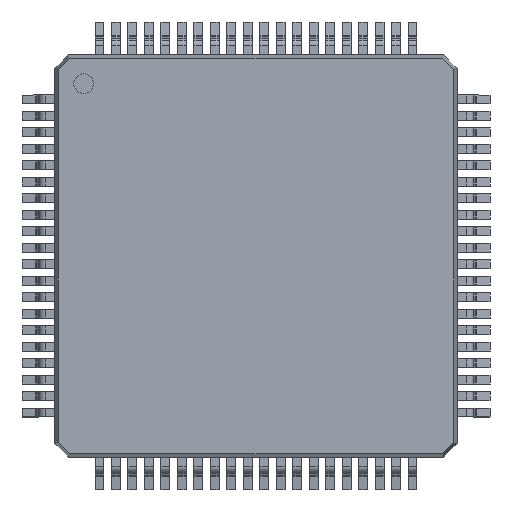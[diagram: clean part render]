
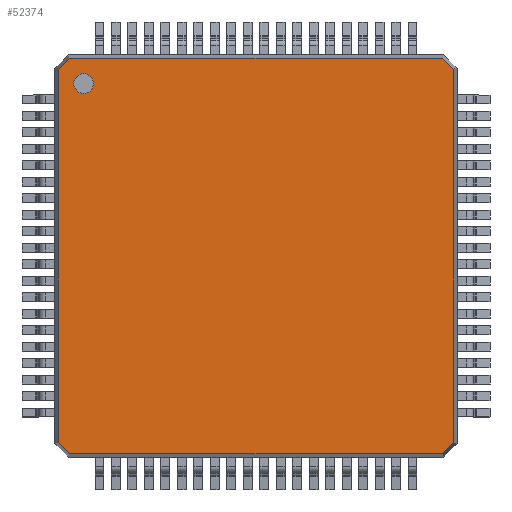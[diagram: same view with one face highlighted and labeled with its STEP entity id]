
A CAD part, top view. The second image highlights one B-rep face of the part: STEP entity #52374.
In plain terms, the highlighted planar face has unit normal (0, 0, 1).
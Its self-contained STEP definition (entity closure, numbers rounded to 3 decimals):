
#51841=CARTESIAN_POINT('',(-4.929,5.229,1.2));
#51842=VERTEX_POINT('',#51841);
#51858=CARTESIAN_POINT('',(-5.529,5.229,1.2));
#51859=VERTEX_POINT('',#51858);
#51866=CARTESIAN_POINT('',(-5.229,5.229,1.2));
#51867=DIRECTION('',(0.0,0.0,-1.0));
#51868=DIRECTION('',(1.0,0.0,0.0));
#51869=AXIS2_PLACEMENT_3D('',#51866,#51867,#51868);
#51870=CIRCLE('',#51869,0.3);
#51871=EDGE_CURVE('',#51842,#51859,#51870,.T.);
#51882=CARTESIAN_POINT('',(-5.229,5.229,1.2));
#51883=DIRECTION('',(0.0,0.0,-1.0));
#51884=DIRECTION('',(1.0,0.0,0.0));
#51885=AXIS2_PLACEMENT_3D('',#51882,#51883,#51884);
#51886=CIRCLE('',#51885,0.3);
#51887=EDGE_CURVE('',#51859,#51842,#51886,.T.);
#52282=CARTESIAN_POINT('',(-6.,-5.659,1.2));
#52283=VERTEX_POINT('',#52282);
#52291=CARTESIAN_POINT('',(-5.659,-6.,1.2));
#52292=VERTEX_POINT('',#52291);
#52299=CARTESIAN_POINT('',(-5.659,-6.,1.2));
#52300=DIRECTION('',(-0.707,0.707,0.0));
#52301=VECTOR('',#52300,0.483);
#52302=LINE('',#52299,#52301);
#52303=EDGE_CURVE('',#52292,#52283,#52302,.T.);
#52308=CARTESIAN_POINT('',(0.,0.,1.2));
#52309=DIRECTION('',(0.0,0.0,1.0));
#52310=DIRECTION('',(1.0,0.0,0.0));
#52311=AXIS2_PLACEMENT_3D('',#52308,#52309,#52310);
#52312=PLANE('',#52311);
#52313=ORIENTED_EDGE('',*,*,#52303,.F.);
#52314=CARTESIAN_POINT('',(5.659,-6.0,1.2));
#52315=VERTEX_POINT('',#52314);
#52316=CARTESIAN_POINT('',(5.659,-6.0,1.2));
#52317=DIRECTION('',(-1.0,0.0,0.0));
#52318=VECTOR('',#52317,11.317);
#52319=LINE('',#52316,#52318);
#52320=EDGE_CURVE('',#52315,#52292,#52319,.T.);
#52321=ORIENTED_EDGE('',*,*,#52320,.F.);
#52322=CARTESIAN_POINT('',(6.,-5.659,1.2));
#52323=VERTEX_POINT('',#52322);
#52324=CARTESIAN_POINT('',(6.,-5.659,1.2));
#52325=DIRECTION('',(-0.707,-0.707,0.0));
#52326=VECTOR('',#52325,0.483);
#52327=LINE('',#52324,#52326);
#52328=EDGE_CURVE('',#52323,#52315,#52327,.T.);
#52329=ORIENTED_EDGE('',*,*,#52328,.F.);
#52330=CARTESIAN_POINT('',(6.,5.659,1.2));
#52331=VERTEX_POINT('',#52330);
#52332=CARTESIAN_POINT('',(6.,5.659,1.2));
#52333=DIRECTION('',(0.0,-1.0,0.0));
#52334=VECTOR('',#52333,11.317);
#52335=LINE('',#52332,#52334);
#52336=EDGE_CURVE('',#52331,#52323,#52335,.T.);
#52337=ORIENTED_EDGE('',*,*,#52336,.F.);
#52338=CARTESIAN_POINT('',(5.659,6.0,1.2));
#52339=VERTEX_POINT('',#52338);
#52340=CARTESIAN_POINT('',(5.659,6.0,1.2));
#52341=DIRECTION('',(0.707,-0.707,0.0));
#52342=VECTOR('',#52341,0.483);
#52343=LINE('',#52340,#52342);
#52344=EDGE_CURVE('',#52339,#52331,#52343,.T.);
#52345=ORIENTED_EDGE('',*,*,#52344,.F.);
#52346=CARTESIAN_POINT('',(-5.659,6.0,1.2));
#52347=VERTEX_POINT('',#52346);
#52348=CARTESIAN_POINT('',(-5.659,6.0,1.2));
#52349=DIRECTION('',(1.0,0.0,0.0));
#52350=VECTOR('',#52349,11.317);
#52351=LINE('',#52348,#52350);
#52352=EDGE_CURVE('',#52347,#52339,#52351,.T.);
#52353=ORIENTED_EDGE('',*,*,#52352,.F.);
#52354=CARTESIAN_POINT('',(-6.,5.659,1.2));
#52355=VERTEX_POINT('',#52354);
#52356=CARTESIAN_POINT('',(-6.,5.659,1.2));
#52357=DIRECTION('',(0.707,0.707,0.0));
#52358=VECTOR('',#52357,0.483);
#52359=LINE('',#52356,#52358);
#52360=EDGE_CURVE('',#52355,#52347,#52359,.T.);
#52361=ORIENTED_EDGE('',*,*,#52360,.F.);
#52362=CARTESIAN_POINT('',(-6.,-5.659,1.2));
#52363=DIRECTION('',(0.0,1.0,0.0));
#52364=VECTOR('',#52363,11.317);
#52365=LINE('',#52362,#52364);
#52366=EDGE_CURVE('',#52283,#52355,#52365,.T.);
#52367=ORIENTED_EDGE('',*,*,#52366,.F.);
#52368=EDGE_LOOP('',(#52313,#52321,#52329,#52337,#52345,#52353,#52361,#52367));
#52369=FACE_OUTER_BOUND('',#52368,.T.);
#52370=ORIENTED_EDGE('',*,*,#51871,.T.);
#52371=ORIENTED_EDGE('',*,*,#51887,.T.);
#52372=EDGE_LOOP('',(#52370,#52371));
#52373=FACE_BOUND('',#52372,.T.);
#52374=ADVANCED_FACE('',(#52369,#52373),#52312,.T.);
